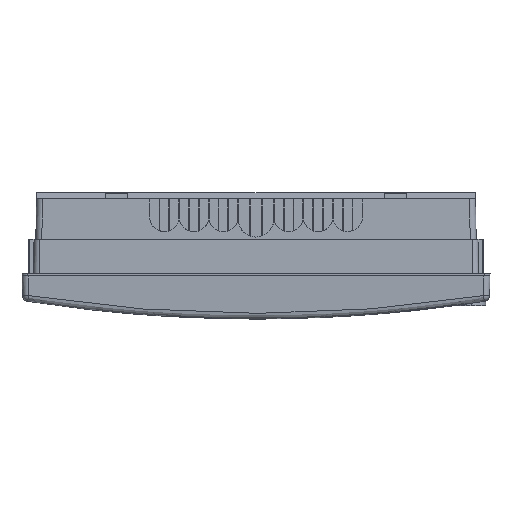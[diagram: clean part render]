
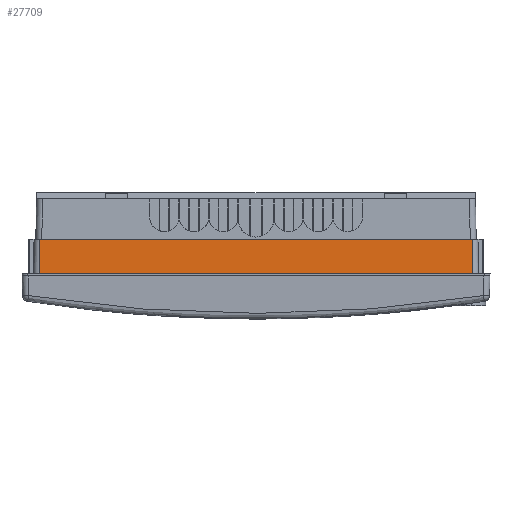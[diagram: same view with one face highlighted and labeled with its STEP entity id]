
A CAD part, front view. The second image highlights one B-rep face of the part: STEP entity #27709.
In plain terms, the highlighted face is planar.
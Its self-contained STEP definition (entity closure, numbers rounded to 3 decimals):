
#196=DIRECTION('',(1.,0.,0.));
#197=VECTOR('',#196,361.976);
#198=CARTESIAN_POINT('',(-180.988,38.8,-104.787));
#199=LINE('',#198,#197);
#592=DIRECTION('',(-1.,0.,0.));
#593=VECTOR('',#592,362.982);
#594=CARTESIAN_POINT('',(181.491,67.6,-105.29));
#595=LINE('',#594,#593);
#605=CARTESIAN_POINT('',(181.491,67.6,-105.29));
#11947=DIRECTION('',(-0.017,-1.,0.017));
#11948=VECTOR('',#11947,28.809);
#11949=CARTESIAN_POINT('',(181.491,67.6,-105.29));
#11950=LINE('',#11949,#11948);
#11954=DIRECTION('',(-0.017,1.,-0.017));
#11955=VECTOR('',#11954,28.809);
#11956=CARTESIAN_POINT('',(-180.988,38.8,-104.787));
#11957=LINE('',#11956,#11955);
#11972=CARTESIAN_POINT('',(-180.988,38.8,-104.787));
#12971=VERTEX_POINT('',#11972);
#12977=CARTESIAN_POINT('',(180.988,38.8,-104.787));
#12978=VERTEX_POINT('',#12977);
#13128=VERTEX_POINT('',#605);
#13129=CARTESIAN_POINT('',(-181.491,67.6,-105.29));
#13130=VERTEX_POINT('',#13129);
#27697=CARTESIAN_POINT('',(196.04,67.6,-105.29));
#27698=DIRECTION('',(0.,-0.017,-1.));
#27699=DIRECTION('',(0.,-1.,0.017));
#27700=AXIS2_PLACEMENT_3D('',#27697,#27698,#27699);
#27701=PLANE('',#27700);
#27702=ORIENTED_EDGE('',*,*,#15281,.T.);
#27703=ORIENTED_EDGE('',*,*,#27683,.F.);
#27704=ORIENTED_EDGE('',*,*,#15526,.T.);
#27706=ORIENTED_EDGE('',*,*,#27705,.F.);
#27707=EDGE_LOOP('',(#27702,#27703,#27704,#27706));
#27708=FACE_OUTER_BOUND('',#27707,.F.);
#15281=EDGE_CURVE('',#12971,#12978,#199,.T.);
#15526=EDGE_CURVE('',#13128,#13130,#595,.T.);
#27683=EDGE_CURVE('',#13128,#12978,#11950,.T.);
#27705=EDGE_CURVE('',#12971,#13130,#11957,.T.);
#27709=ADVANCED_FACE('',(#27708),#27701,.T.);
